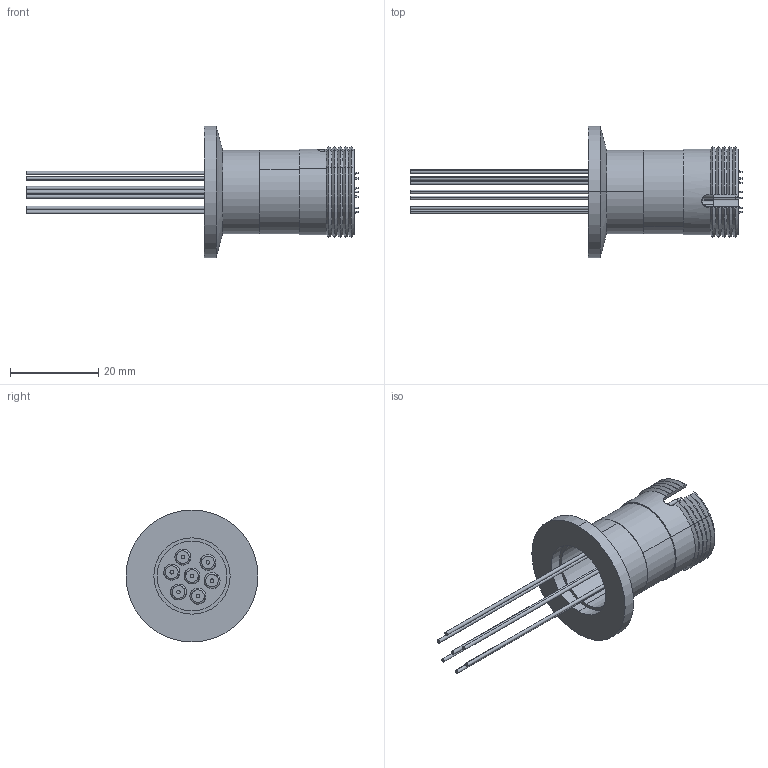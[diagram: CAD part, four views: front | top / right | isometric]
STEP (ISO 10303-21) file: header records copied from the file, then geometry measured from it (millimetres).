
FILE_DESCRIPTION (( 'STEP AP203' ), '1' );
FILE_NAME ('A1623-4-QF.STEP', '2012-11-16T21:06:53', ( '' ), ( '' ), 'SwSTEP 2.0', 'SolidWorks 2012', '' );
FILE_SCHEMA (( 'CONFIG_CONTROL_DESIGN' ));
Length unit declared in the file: inch
Products named in the file (1): A1623-4-QF
Bounding box: 75.44 x 29.97 x 29.97 mm (x, y, z)
Volume: 4892.3 mm3; surface area: 7579.4 mm2
Topology: 1 solids, 8 shells, 233 faces, 497 edges, 314 vertices
Faces by surface type: cylinder 92, cone 74, plane 53, bspline 14
Entity records: 6670 total; most frequent: CARTESIAN_POINT 1403, DIRECTION 1191, ORIENTED_EDGE 994, AXIS2_PLACEMENT_3D 514, EDGE_CURVE 497, VERTEX_POINT 314, CIRCLE 294, EDGE_LOOP 281
